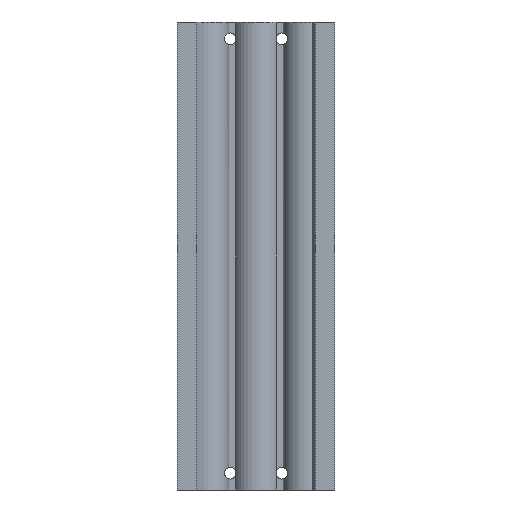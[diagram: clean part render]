
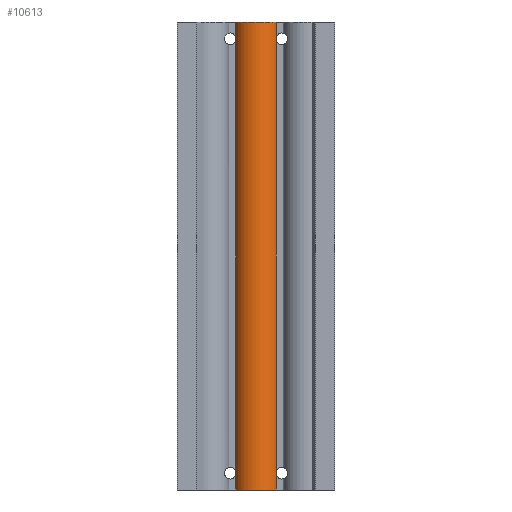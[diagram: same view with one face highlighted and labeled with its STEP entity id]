
A CAD part, front view. The second image highlights one B-rep face of the part: STEP entity #10613.
In plain terms, the highlighted cylindrical face has radius 9 mm (diameter 18 mm), a partial arc.
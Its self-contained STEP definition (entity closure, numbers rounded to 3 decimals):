
#102 = EDGE_CURVE ( 'NONE', #9933, #9762, #9720, .T. ) ;
#107 = EDGE_CURVE ( 'NONE', #9876, #10083, #9721, .T. ) ;
#171 = EDGE_CURVE ( 'NONE', #10066, #10055, #2195, .T. ) ;
#172 = EDGE_CURVE ( 'NONE', #10066, #10067, #2194, .T. ) ;
#173 = EDGE_CURVE ( 'NONE', #10067, #9906, #9725, .T. ) ;
#174 = EDGE_CURVE ( 'NONE', #9955, #9992, #9726, .T. ) ;
#243 = EDGE_CURVE ( 'NONE', #9827, #9824, #2299, .T. ) ;
#256 = EDGE_CURVE ( 'NONE', #10055, #9762, #2320, .T. ) ;
#335 = AXIS2_PLACEMENT_3D ( 'NONE', #2810, #2811, #2812 ) ;
#371 = AXIS2_PLACEMENT_3D ( 'NONE', #2998, #2999, #3000 ) ;
#2194 = LINE ( 'NONE', #2813, #2196 ) ;
#2195 = CIRCLE ( 'NONE', #335, 9. ) ;
#2196 = VECTOR ( 'NONE', #2814, 1000. ) ;
#2299 = CIRCLE ( 'NONE', #371, 9. ) ;
#2320 = LINE ( 'NONE', #3027, #2322 ) ;
#2322 = VECTOR ( 'NONE', #3028, 1000. ) ;
#2589 = CARTESIAN_POINT ( 'NONE',  ( 7.794, -4.5, -174.056 ) ) ;
#2590 = CARTESIAN_POINT ( 'NONE',  ( 7.766, -4.549, -174.196 ) ) ;
#2591 = CARTESIAN_POINT ( 'NONE',  ( 7.75, -4.576, -174.349 ) ) ;
#2592 = CARTESIAN_POINT ( 'NONE',  ( 7.75, -4.576, -174.65 ) ) ;
#2593 = CARTESIAN_POINT ( 'NONE',  ( 7.766, -4.549, -174.803 ) ) ;
#2594 = CARTESIAN_POINT ( 'NONE',  ( 7.794, -4.5, -174.944 ) ) ;
#2605 = CARTESIAN_POINT ( 'NONE',  ( 7.794, -4.5, -6.056 ) ) ;
#2606 = CARTESIAN_POINT ( 'NONE',  ( 7.766, -4.549, -6.196 ) ) ;
#2607 = CARTESIAN_POINT ( 'NONE',  ( 7.75, -4.576, -6.349 ) ) ;
#2608 = CARTESIAN_POINT ( 'NONE',  ( 7.75, -4.576, -6.65 ) ) ;
#2609 = CARTESIAN_POINT ( 'NONE',  ( 7.766, -4.549, -6.803 ) ) ;
#2610 = CARTESIAN_POINT ( 'NONE',  ( 7.794, -4.5, -6.944 ) ) ;
#2810 = CARTESIAN_POINT ( 'NONE',  ( 0., 0., -181. ) ) ;
#2811 = DIRECTION ( 'NONE',  ( 0., 0., 1. ) ) ;
#2812 = DIRECTION ( 'NONE',  ( 1., 0., 0. ) ) ;
#2813 = CARTESIAN_POINT ( 'NONE',  ( -7.794, -4.5, -181. ) ) ;
#2814 = DIRECTION ( 'NONE',  ( 0., 0., 1. ) ) ;
#2815 = CARTESIAN_POINT ( 'NONE',  ( -7.794, -4.5, -174.944 ) ) ;
#2816 = CARTESIAN_POINT ( 'NONE',  ( -7.766, -4.549, -174.804 ) ) ;
#2817 = CARTESIAN_POINT ( 'NONE',  ( -7.75, -4.576, -174.651 ) ) ;
#2818 = CARTESIAN_POINT ( 'NONE',  ( -7.75, -4.576, -174.35 ) ) ;
#2819 = CARTESIAN_POINT ( 'NONE',  ( -7.766, -4.549, -174.197 ) ) ;
#2820 = CARTESIAN_POINT ( 'NONE',  ( -7.794, -4.5, -174.056 ) ) ;
#2821 = CARTESIAN_POINT ( 'NONE',  ( -7.794, -4.5, -6.944 ) ) ;
#2822 = CARTESIAN_POINT ( 'NONE',  ( -7.766, -4.549, -6.804 ) ) ;
#2823 = CARTESIAN_POINT ( 'NONE',  ( -7.75, -4.576, -6.651 ) ) ;
#2824 = CARTESIAN_POINT ( 'NONE',  ( -7.75, -4.576, -6.35 ) ) ;
#2825 = CARTESIAN_POINT ( 'NONE',  ( -7.766, -4.549, -6.197 ) ) ;
#2826 = CARTESIAN_POINT ( 'NONE',  ( -7.794, -4.5, -6.056 ) ) ;
#2998 = CARTESIAN_POINT ( 'NONE',  ( 0., 0., 0. ) ) ;
#2999 = DIRECTION ( 'NONE',  ( 0., 0., 1. ) ) ;
#3000 = DIRECTION ( 'NONE',  ( 1., 0., 0. ) ) ;
#3027 = CARTESIAN_POINT ( 'NONE',  ( 7.794, -4.5, -181. ) ) ;
#3028 = DIRECTION ( 'NONE',  ( 0., 0., 1. ) ) ;
#3977 = LINE ( 'NONE', #5696, #3979 ) ;
#3979 = VECTOR ( 'NONE', #5697, 1000. ) ;
#3984 = LINE ( 'NONE', #5709, #3986 ) ;
#3986 = VECTOR ( 'NONE', #5710, 1000. ) ;
#3987 = LINE ( 'NONE', #5711, #3988 ) ;
#3988 = VECTOR ( 'NONE', #5712, 1000. ) ;
#3998 = LINE ( 'NONE', #5724, #3999 ) ;
#3999 = VECTOR ( 'NONE', #5725, 1000. ) ;
#4639 = FACE_OUTER_BOUND ( 'NONE', #9557, .T. ) ;
#4640 = CYLINDRICAL_SURFACE ( 'NONE', #6515, 9. ) ;
#5696 = CARTESIAN_POINT ( 'NONE',  ( -7.794, -4.5, -181. ) ) ;
#5697 = DIRECTION ( 'NONE',  ( 0., 0., 1. ) ) ;
#5709 = CARTESIAN_POINT ( 'NONE',  ( 7.794, -4.5, -181. ) ) ;
#5710 = DIRECTION ( 'NONE',  ( 0., 0., 1. ) ) ;
#5711 = CARTESIAN_POINT ( 'NONE',  ( 7.794, -4.5, -181. ) ) ;
#5712 = DIRECTION ( 'NONE',  ( 0., 0., 1. ) ) ;
#5724 = CARTESIAN_POINT ( 'NONE',  ( -7.794, -4.5, -181. ) ) ;
#5725 = DIRECTION ( 'NONE',  ( 0., 0., 1. ) ) ;
#6515 = AXIS2_PLACEMENT_3D ( 'NONE', #7769, #7770, #7771 ) ;
#6687 = CARTESIAN_POINT ( 'NONE',  ( 7.794, -4.5, -174.944 ) ) ;
#6749 = CARTESIAN_POINT ( 'NONE',  ( 7.794, -4.5, 0. ) ) ;
#6752 = CARTESIAN_POINT ( 'NONE',  ( -7.794, -4.5, 0. ) ) ;
#6801 = CARTESIAN_POINT ( 'NONE',  ( 7.794, -4.5, -6.056 ) ) ;
#6831 = CARTESIAN_POINT ( 'NONE',  ( -7.794, -4.5, -174.056 ) ) ;
#6858 = CARTESIAN_POINT ( 'NONE',  ( 7.794, -4.5, -174.056 ) ) ;
#6880 = CARTESIAN_POINT ( 'NONE',  ( -7.794, -4.5, -6.944 ) ) ;
#6917 = CARTESIAN_POINT ( 'NONE',  ( -7.794, -4.5, -6.056 ) ) ;
#6980 = CARTESIAN_POINT ( 'NONE',  ( 7.794, -4.5, -181. ) ) ;
#6991 = CARTESIAN_POINT ( 'NONE',  ( -7.794, -4.5, -181. ) ) ;
#6992 = CARTESIAN_POINT ( 'NONE',  ( -7.794, -4.5, -174.944 ) ) ;
#7008 = CARTESIAN_POINT ( 'NONE',  ( 7.794, -4.5, -6.944 ) ) ;
#7769 = CARTESIAN_POINT ( 'NONE',  ( 0., 0., -181. ) ) ;
#7770 = DIRECTION ( 'NONE',  ( 0., 0., 1. ) ) ;
#7771 = DIRECTION ( 'NONE',  ( 1., 0., 0. ) ) ;
#9155 = EDGE_CURVE ( 'NONE', #9906, #9955, #3977, .T. ) ;
#9160 = EDGE_CURVE ( 'NONE', #9933, #10083, #3984, .T. ) ;
#9161 = EDGE_CURVE ( 'NONE', #9876, #9824, #3987, .T. ) ;
#9167 = EDGE_CURVE ( 'NONE', #9992, #9827, #3998, .T. ) ;
#9557 = EDGE_LOOP ( 'NONE', ( #9595, #9596, #9597, #9598, #9599, #9600, #9601, #9602, #9580, #9578, #9579, #9575 ) ) ;
#9575 = ORIENTED_EDGE ( 'NONE', *, *, #9167, .F. ) ;
#9578 = ORIENTED_EDGE ( 'NONE', *, *, #9161, .T. ) ;
#9579 = ORIENTED_EDGE ( 'NONE', *, *, #243, .F. ) ;
#9580 = ORIENTED_EDGE ( 'NONE', *, *, #107, .F. ) ;
#9595 = ORIENTED_EDGE ( 'NONE', *, *, #174, .F. ) ;
#9596 = ORIENTED_EDGE ( 'NONE', *, *, #9155, .F. ) ;
#9597 = ORIENTED_EDGE ( 'NONE', *, *, #173, .F. ) ;
#9598 = ORIENTED_EDGE ( 'NONE', *, *, #172, .F. ) ;
#9599 = ORIENTED_EDGE ( 'NONE', *, *, #171, .T. ) ;
#9600 = ORIENTED_EDGE ( 'NONE', *, *, #256, .T. ) ;
#9601 = ORIENTED_EDGE ( 'NONE', *, *, #102, .F. ) ;
#9602 = ORIENTED_EDGE ( 'NONE', *, *, #9160, .T. ) ;
#9720 = B_SPLINE_CURVE_WITH_KNOTS ( 'NONE', 3,
 ( #2589, #2590, #2591, #2592, #2593, #2594 ),
 .UNSPECIFIED., .F., .F.,
 ( 4, 2, 4 ),
 ( 0.016, 0.017, 0.017 ),
 .UNSPECIFIED. ) ;
#9721 = B_SPLINE_CURVE_WITH_KNOTS ( 'NONE', 3,
 ( #2605, #2606, #2607, #2608, #2609, #2610 ),
 .UNSPECIFIED., .F., .F.,
 ( 4, 2, 4 ),
 ( 0.016, 0.017, 0.017 ),
 .UNSPECIFIED. ) ;
#9725 = B_SPLINE_CURVE_WITH_KNOTS ( 'NONE', 3,
 ( #2815, #2816, #2817, #2818, #2819, #2820 ),
 .UNSPECIFIED., .F., .F.,
 ( 4, 2, 4 ),
 ( 0.005, 0.006, 0.006 ),
 .UNSPECIFIED. ) ;
#9726 = B_SPLINE_CURVE_WITH_KNOTS ( 'NONE', 3,
 ( #2821, #2822, #2823, #2824, #2825, #2826 ),
 .UNSPECIFIED., .F., .F.,
 ( 4, 2, 4 ),
 ( 0.005, 0.006, 0.006 ),
 .UNSPECIFIED. ) ;
#9762 = VERTEX_POINT ( 'NONE', #6687 ) ;
#9824 = VERTEX_POINT ( 'NONE', #6749 ) ;
#9827 = VERTEX_POINT ( 'NONE', #6752 ) ;
#9876 = VERTEX_POINT ( 'NONE', #6801 ) ;
#9906 = VERTEX_POINT ( 'NONE', #6831 ) ;
#9933 = VERTEX_POINT ( 'NONE', #6858 ) ;
#9955 = VERTEX_POINT ( 'NONE', #6880 ) ;
#9992 = VERTEX_POINT ( 'NONE', #6917 ) ;
#10055 = VERTEX_POINT ( 'NONE', #6980 ) ;
#10066 = VERTEX_POINT ( 'NONE', #6991 ) ;
#10067 = VERTEX_POINT ( 'NONE', #6992 ) ;
#10083 = VERTEX_POINT ( 'NONE', #7008 ) ;
#10613 = ADVANCED_FACE ( 'NONE', ( #4639 ), #4640, .T. ) ;
